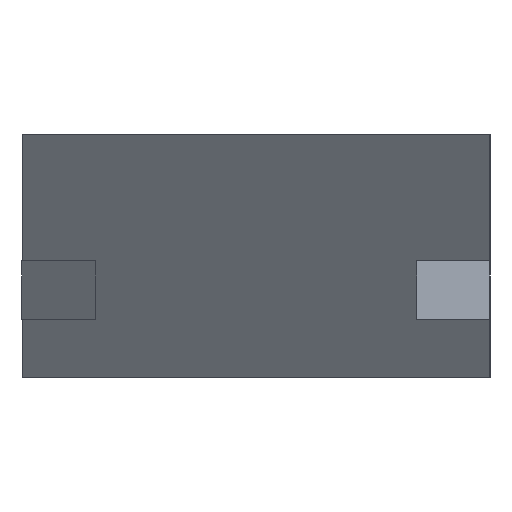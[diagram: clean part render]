
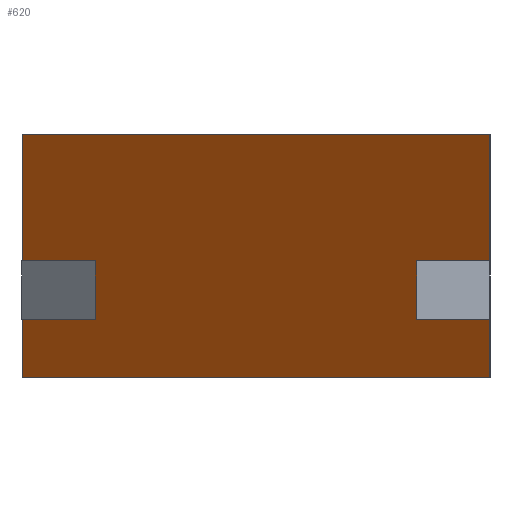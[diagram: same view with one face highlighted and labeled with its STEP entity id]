
A CAD part, left-side view. The second image highlights one B-rep face of the part: STEP entity #620.
In plain terms, the highlighted planar face has unit normal (-0.707, 0.707, 0).
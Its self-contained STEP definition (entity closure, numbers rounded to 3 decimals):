
#5 = LINE ( 'NONE', #894, #418 ) ;
#11 = CARTESIAN_POINT ( 'NONE',  ( 7.5, 7.5, 12. ) ) ;
#22 = ORIENTED_EDGE ( 'NONE', *, *, #808, .T. ) ;
#40 = EDGE_CURVE ( 'NONE', #709, #787, #851, .T. ) ;
#50 = CARTESIAN_POINT ( 'NONE',  ( 7.5, 7.5, 6. ) ) ;
#78 = VECTOR ( 'NONE', #215, 1000. ) ;
#95 = DIRECTION ( 'NONE',  ( 0.707, -0.707, 0. ) ) ;
#104 = VECTOR ( 'NONE', #843, 1000. ) ;
#105 = VERTEX_POINT ( 'NONE', #128 ) ;
#112 = VECTOR ( 'NONE', #617, 1000. ) ;
#117 = VERTEX_POINT ( 'NONE', #161 ) ;
#122 = CARTESIAN_POINT ( 'NONE',  ( 48., 48., 25. ) ) ;
#128 = CARTESIAN_POINT ( 'NONE',  ( 0., 0., 12. ) ) ;
#132 = ORIENTED_EDGE ( 'NONE', *, *, #181, .F. ) ;
#136 = DIRECTION ( 'NONE',  ( -0.707, -0.707, 0. ) ) ;
#157 = LINE ( 'NONE', #720, #790 ) ;
#161 = CARTESIAN_POINT ( 'NONE',  ( 48., 48., 0. ) ) ;
#181 = EDGE_CURVE ( 'NONE', #787, #560, #5, .T. ) ;
#189 = ORIENTED_EDGE ( 'NONE', *, *, #371, .F. ) ;
#193 = CARTESIAN_POINT ( 'NONE',  ( 48., 48., 0. ) ) ;
#194 = VERTEX_POINT ( 'NONE', #576 ) ;
#196 = DIRECTION ( 'NONE',  ( -0.707, -0.707, 0. ) ) ;
#207 = CARTESIAN_POINT ( 'NONE',  ( 0., 0., 25. ) ) ;
#215 = DIRECTION ( 'NONE',  ( -0.707, -0.707, 0. ) ) ;
#218 = DIRECTION ( 'NONE',  ( -0.707, -0.707, 0. ) ) ;
#237 = VECTOR ( 'NONE', #196, 1000. ) ;
#244 = CARTESIAN_POINT ( 'NONE',  ( 0., 0., 0. ) ) ;
#277 = VECTOR ( 'NONE', #687, 1000. ) ;
#280 = CARTESIAN_POINT ( 'NONE',  ( 48., 48., 25. ) ) ;
#282 = CARTESIAN_POINT ( 'NONE',  ( 48., 48., 25. ) ) ;
#297 = CARTESIAN_POINT ( 'NONE',  ( 0., 0., 6. ) ) ;
#324 = DIRECTION ( 'NONE',  ( 0., 0., -1. ) ) ;
#351 = PLANE ( 'NONE',  #599 ) ;
#355 = VECTOR ( 'NONE', #136, 1000. ) ;
#363 = DIRECTION ( 'NONE',  ( -0.707, -0.707, 0. ) ) ;
#371 = EDGE_CURVE ( 'NONE', #727, #105, #874, .T. ) ;
#396 = CARTESIAN_POINT ( 'NONE',  ( 48., 48., 25. ) ) ;
#398 = LINE ( 'NONE', #396, #104 ) ;
#414 = EDGE_CURVE ( 'NONE', #709, #568, #429, .T. ) ;
#418 = VECTOR ( 'NONE', #324, 1000. ) ;
#425 = LINE ( 'NONE', #704, #976 ) ;
#429 = LINE ( 'NONE', #50, #837 ) ;
#439 = CARTESIAN_POINT ( 'NONE',  ( 40.5, 40.5, 12. ) ) ;
#447 = DIRECTION ( 'NONE',  ( 0., 0., 1. ) ) ;
#507 = LINE ( 'NONE', #193, #237 ) ;
#511 = CARTESIAN_POINT ( 'NONE',  ( 48., 48., 12. ) ) ;
#515 = ORIENTED_EDGE ( 'NONE', *, *, #758, .F. ) ;
#517 = ORIENTED_EDGE ( 'NONE', *, *, #1005, .F. ) ;
#523 = DIRECTION ( 'NONE',  ( 0.707, 0.707, 0. ) ) ;
#533 = ORIENTED_EDGE ( 'NONE', *, *, #884, .T. ) ;
#534 = VECTOR ( 'NONE', #857, 1000. ) ;
#560 = VERTEX_POINT ( 'NONE', #244 ) ;
#568 = VERTEX_POINT ( 'NONE', #11 ) ;
#576 = CARTESIAN_POINT ( 'NONE',  ( 48., 48., 6. ) ) ;
#585 = ORIENTED_EDGE ( 'NONE', *, *, #956, .F. ) ;
#599 = AXIS2_PLACEMENT_3D ( 'NONE', #778, #95, #523 ) ;
#615 = CARTESIAN_POINT ( 'NONE',  ( 40.5, 40.5, 6. ) ) ;
#617 = DIRECTION ( 'NONE',  ( 0., 0., -1. ) ) ;
#620 = ADVANCED_FACE ( 'NONE', ( #726 ), #351, .F. ) ;
#621 = LINE ( 'NONE', #511, #277 ) ;
#629 = DIRECTION ( 'NONE',  ( 0., 0., 1. ) ) ;
#652 = VERTEX_POINT ( 'NONE', #997 ) ;
#655 = EDGE_CURVE ( 'NONE', #652, #908, #621, .T. ) ;
#658 = EDGE_CURVE ( 'NONE', #117, #560, #507, .T. ) ;
#682 = EDGE_LOOP ( 'NONE', ( #585, #842, #807, #132, #973, #829, #22, #189, #517, #533, #901, #515 ) ) ;
#687 = DIRECTION ( 'NONE',  ( -0.707, -0.707, 0. ) ) ;
#698 = CARTESIAN_POINT ( 'NONE',  ( 7.5, 7.5, 6. ) ) ;
#704 = CARTESIAN_POINT ( 'NONE',  ( 48., 48., 6. ) ) ;
#709 = VERTEX_POINT ( 'NONE', #698 ) ;
#720 = CARTESIAN_POINT ( 'NONE',  ( 0., 0., 12. ) ) ;
#726 = FACE_OUTER_BOUND ( 'NONE', #682, .T. ) ;
#727 = VERTEX_POINT ( 'NONE', #207 ) ;
#737 = EDGE_CURVE ( 'NONE', #194, #117, #920, .T. ) ;
#758 = EDGE_CURVE ( 'NONE', #1048, #908, #831, .T. ) ;
#778 = CARTESIAN_POINT ( 'NONE',  ( 48., 48., 25. ) ) ;
#781 = CARTESIAN_POINT ( 'NONE',  ( 0., 0., 25. ) ) ;
#787 = VERTEX_POINT ( 'NONE', #1020 ) ;
#790 = VECTOR ( 'NONE', #218, 1000. ) ;
#807 = ORIENTED_EDGE ( 'NONE', *, *, #658, .T. ) ;
#808 = EDGE_CURVE ( 'NONE', #568, #105, #157, .T. ) ;
#829 = ORIENTED_EDGE ( 'NONE', *, *, #414, .T. ) ;
#831 = LINE ( 'NONE', #615, #1049 ) ;
#837 = VECTOR ( 'NONE', #629, 1000. ) ;
#842 = ORIENTED_EDGE ( 'NONE', *, *, #737, .T. ) ;
#843 = DIRECTION ( 'NONE',  ( 0., 0., -1. ) ) ;
#851 = LINE ( 'NONE', #297, #355 ) ;
#857 = DIRECTION ( 'NONE',  ( 0., 0., -1. ) ) ;
#874 = LINE ( 'NONE', #781, #112 ) ;
#884 = EDGE_CURVE ( 'NONE', #937, #652, #398, .T. ) ;
#894 = CARTESIAN_POINT ( 'NONE',  ( 0., 0., 25. ) ) ;
#901 = ORIENTED_EDGE ( 'NONE', *, *, #655, .T. ) ;
#908 = VERTEX_POINT ( 'NONE', #439 ) ;
#920 = LINE ( 'NONE', #282, #534 ) ;
#937 = VERTEX_POINT ( 'NONE', #280 ) ;
#956 = EDGE_CURVE ( 'NONE', #194, #1048, #425, .T. ) ;
#973 = ORIENTED_EDGE ( 'NONE', *, *, #40, .F. ) ;
#976 = VECTOR ( 'NONE', #363, 1000. ) ;
#977 = CARTESIAN_POINT ( 'NONE',  ( 40.5, 40.5, 6. ) ) ;
#992 = LINE ( 'NONE', #122, #78 ) ;
#997 = CARTESIAN_POINT ( 'NONE',  ( 48., 48., 12. ) ) ;
#1005 = EDGE_CURVE ( 'NONE', #937, #727, #992, .T. ) ;
#1020 = CARTESIAN_POINT ( 'NONE',  ( 0., 0., 6. ) ) ;
#1048 = VERTEX_POINT ( 'NONE', #977 ) ;
#1049 = VECTOR ( 'NONE', #447, 1000. ) ;
